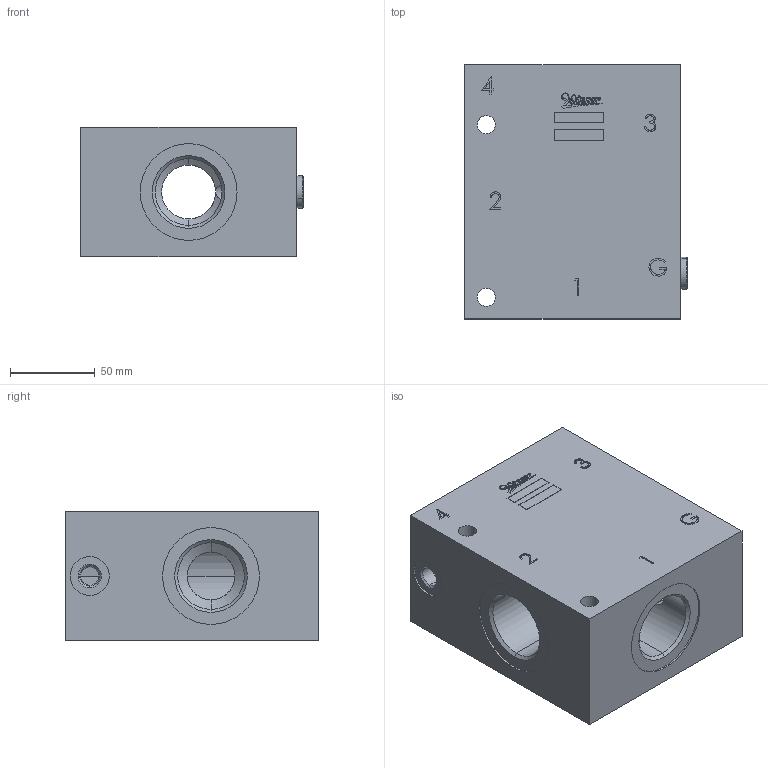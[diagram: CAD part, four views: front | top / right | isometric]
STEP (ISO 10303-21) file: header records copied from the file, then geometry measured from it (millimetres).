
FILE_DESCRIPTION (( 'STEP AP203' ), '1' );
FILE_NAME ('ML-24A4-G10AG-Z01.STEP', '2026-02-25T03:11:53', ( '' ), ( '' ), 'SwSTEP 2.0', 'SolidWorks 2018', '' );
FILE_SCHEMA (( 'CONFIG_CONTROL_DESIGN' ));
Length unit declared in the file: millimetre
Products named in the file (5): 6DBG02A001; 4KE161101A001; ML-24A4-G10AG-Z01; 7DBG02A001; 6EB024A4G10A002
Assembly tree (4 placements, depth 3):
  ML-24A4-G10AG-Z01
    6EB024A4G10A002
    7DBG02A001
      4KE161101A001
      6DBG02A001
Bounding box: 131 x 149.4 x 76.2 mm (x, y, z)
Volume: 1099040.1 mm3; surface area: 114855.8 mm2
Topology: 3 solids, 3 shells, 425 faces, 1140 edges, 738 vertices
Faces by surface type: cylinder 213, plane 130, cone 44, bspline 30, torus 8
Entity records: 17926 total; most frequent: CARTESIAN_POINT 6682, ORIENTED_EDGE 2276, DIRECTION 2275, EDGE_CURVE 1138, AXIS2_PLACEMENT_3D 853, VERTEX_POINT 738, LINE 569, VECTOR 569
